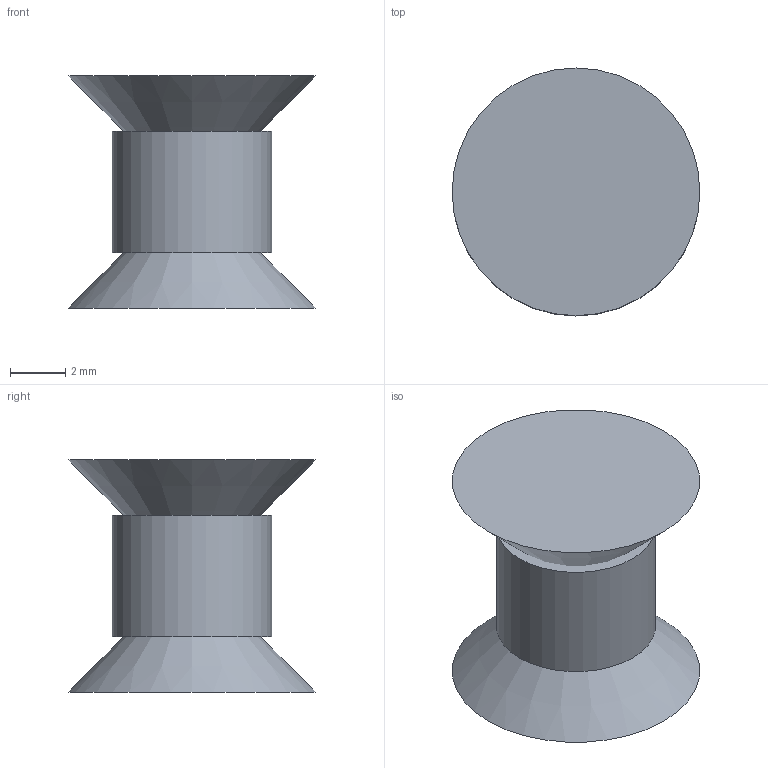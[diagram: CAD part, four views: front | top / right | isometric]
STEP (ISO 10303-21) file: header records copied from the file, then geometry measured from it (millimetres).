
FILE_DESCRIPTION(/* description */ ('STEP AP242','CAx-IF Rec.Pracs.---Representation and Presentation of Product Manufacturing Information (PMI)---4.0---2014-10-13','CAx-IF Rec.Pracs.---3D Tessellated Geometry---0.4---2014-09-14','2;1'),/* implementation_level */ '2;1');
FILE_NAME(/* name */ '6842237014ed4644c915fc31',/* time_stamp */ '2025-06-05T23:08:32Z',/* author */ (''),/* organization */ (''),/* preprocessor_version */ 'ST-DEVELOPER v20',/* originating_system */ 'ONSHAPE BY PTC INC, 1.198',/* authorisation */ ' ');
FILE_SCHEMA (('AP242_MANAGED_MODEL_BASED_3D_ENGINEERING_MIM_LF { 1 0 10303 442 1 1 4 }'));
Length unit declared in the file: metre
Products named in the file (5): hinge hourglass; center clearout tool; center fit tool; hourglass fit tool; hinge barrel
Bounding box: 8.97 x 8.97 x 8.4 mm (x, y, z)
Volume: 607.7 mm3; surface area: 935.8 mm2
Topology: 5 solids, 5 shells, 22 faces, 34 edges, 22 vertices
Faces by surface type: plane 10, cylinder 6, cone 6
Full cylindrical faces by diameter (mm): 3 x1, 3.4 x2, 5.366 x2, 5.766 x1
Entity records: 531 total; most frequent: DIRECTION 90, CARTESIAN_POINT 63, AXIS2_PLACEMENT_3D 45, ORIENTED_EDGE 36, EDGE_LOOP 36, FACE_BOUND 36, ADVANCED_FACE 22, EDGE_CURVE 18
